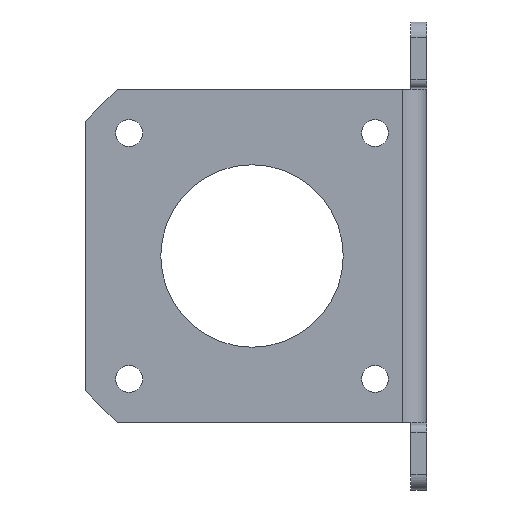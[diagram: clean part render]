
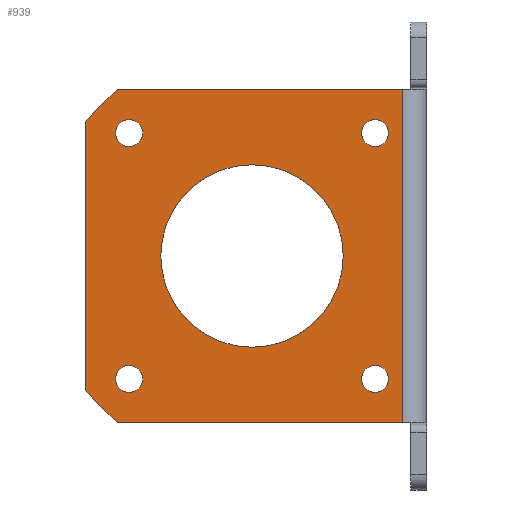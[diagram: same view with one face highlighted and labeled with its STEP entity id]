
A CAD part, left-side view. The second image highlights one B-rep face of the part: STEP entity #939.
In plain terms, the highlighted planar face has unit normal (-1, 0, 0).
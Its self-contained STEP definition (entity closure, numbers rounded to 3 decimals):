
#1 = CARTESIAN_POINT ( 'NONE',  ( 0., 22., 0. ) ) ;
#3 = EDGE_LOOP ( 'NONE', ( #266, #497 ) ) ;
#6 = EDGE_CURVE ( 'NONE', #676, #220, #1079, .T. ) ;
#17 = ORIENTED_EDGE ( 'NONE', *, *, #1352, .T. ) ;
#36 = FACE_BOUND ( 'NONE', #1347, .T. ) ;
#44 = DIRECTION ( 'NONE',  ( 1., 0., 0. ) ) ;
#49 = ORIENTED_EDGE ( 'NONE', *, *, #1046, .T. ) ;
#72 = CIRCLE ( 'NONE', #303, 1.7 ) ;
#74 = DIRECTION ( 'NONE',  ( 0., 0., -1. ) ) ;
#82 = LINE ( 'NONE', #1043, #1337 ) ;
#90 = DIRECTION ( 'NONE',  ( 0., 0., -1. ) ) ;
#115 = ORIENTED_EDGE ( 'NONE', *, *, #1248, .T. ) ;
#143 = EDGE_CURVE ( 'NONE', #1520, #1555, #156, .T. ) ;
#146 = VECTOR ( 'NONE', #508, 1000. ) ;
#147 = DIRECTION ( 'NONE',  ( 0., 0., -1. ) ) ;
#156 = CIRCLE ( 'NONE', #994, 1.7 ) ;
#176 = VERTEX_POINT ( 'NONE', #952 ) ;
#177 = DIRECTION ( 'NONE',  ( 0., 0., -1. ) ) ;
#220 = VERTEX_POINT ( 'NONE', #418 ) ;
#244 = CARTESIAN_POINT ( 'NONE',  ( 0., 3., 29.5 ) ) ;
#247 = VERTEX_POINT ( 'NONE', #1042 ) ;
#248 = CARTESIAN_POINT ( 'NONE',  ( 0., 22., -11.5 ) ) ;
#251 = AXIS2_PLACEMENT_3D ( 'NONE', #808, #322, #1294 ) ;
#259 = CIRCLE ( 'NONE', #657, 1.7 ) ;
#266 = ORIENTED_EDGE ( 'NONE', *, *, #1059, .T. ) ;
#269 = FACE_BOUND ( 'NONE', #361, .T. ) ;
#275 = CARTESIAN_POINT ( 'NONE',  ( 0., 39., -21. ) ) ;
#285 = EDGE_CURVE ( 'NONE', #1356, #422, #352, .T. ) ;
#286 = PLANE ( 'NONE',  #700 ) ;
#296 = CARTESIAN_POINT ( 'NONE',  ( 0., 37.5, 15.5 ) ) ;
#303 = AXIS2_PLACEMENT_3D ( 'NONE', #1421, #339, #816 ) ;
#307 = DIRECTION ( 'NONE',  ( 0., 0., -1. ) ) ;
#322 = DIRECTION ( 'NONE',  ( 1., 0., 0. ) ) ;
#329 = CARTESIAN_POINT ( 'NONE',  ( 0., 0., 21. ) ) ;
#339 = DIRECTION ( 'NONE',  ( 1., 0., 0. ) ) ;
#344 = CARTESIAN_POINT ( 'NONE',  ( 0., 6.5, -15.5 ) ) ;
#350 = ORIENTED_EDGE ( 'NONE', *, *, #285, .T. ) ;
#352 = CIRCLE ( 'NONE', #480, 1.7 ) ;
#361 = EDGE_LOOP ( 'NONE', ( #115, #350 ) ) ;
#364 = DIRECTION ( 'NONE',  ( 1., 0., 0. ) ) ;
#402 = EDGE_CURVE ( 'NONE', #247, #1415, #958, .T. ) ;
#405 = FACE_OUTER_BOUND ( 'NONE', #1222, .T. ) ;
#408 = CARTESIAN_POINT ( 'NONE',  ( 0., 3., 21. ) ) ;
#417 = ORIENTED_EDGE ( 'NONE', *, *, #1371, .T. ) ;
#418 = CARTESIAN_POINT ( 'NONE',  ( 0., 3., -21. ) ) ;
#422 = VERTEX_POINT ( 'NONE', #1317 ) ;
#427 = CARTESIAN_POINT ( 'NONE',  ( 0., 6.5, 13.8 ) ) ;
#434 = ORIENTED_EDGE ( 'NONE', *, *, #677, .T. ) ;
#440 = ORIENTED_EDGE ( 'NONE', *, *, #6, .F. ) ;
#449 = EDGE_CURVE ( 'NONE', #1395, #869, #1056, .T. ) ;
#450 = LINE ( 'NONE', #329, #832 ) ;
#480 = AXIS2_PLACEMENT_3D ( 'NONE', #542, #777, #307 ) ;
#497 = ORIENTED_EDGE ( 'NONE', *, *, #402, .T. ) ;
#508 = DIRECTION ( 'NONE',  ( 0., -0.707, -0.707 ) ) ;
#513 = VERTEX_POINT ( 'NONE', #248 ) ;
#539 = ORIENTED_EDGE ( 'NONE', *, *, #1290, .T. ) ;
#542 = CARTESIAN_POINT ( 'NONE',  ( 0., 37.5, -15.5 ) ) ;
#546 = VERTEX_POINT ( 'NONE', #1003 ) ;
#557 = CARTESIAN_POINT ( 'NONE',  ( 0., 37.5, -13.8 ) ) ;
#575 = CIRCLE ( 'NONE', #1471, 1.7 ) ;
#607 = VERTEX_POINT ( 'NONE', #1481 ) ;
#657 = AXIS2_PLACEMENT_3D ( 'NONE', #296, #774, #177 ) ;
#676 = VERTEX_POINT ( 'NONE', #408 ) ;
#677 = EDGE_CURVE ( 'NONE', #607, #1389, #259, .T. ) ;
#700 = AXIS2_PLACEMENT_3D ( 'NONE', #763, #1249, #1013 ) ;
#709 = DIRECTION ( 'NONE',  ( 0., 0., -1. ) ) ;
#743 = DIRECTION ( 'NONE',  ( 0., 0., -1. ) ) ;
#763 = CARTESIAN_POINT ( 'NONE',  ( 0., 0., 29.5 ) ) ;
#770 = CARTESIAN_POINT ( 'NONE',  ( 0., 37.5, -15.5 ) ) ;
#774 = DIRECTION ( 'NONE',  ( 1., 0., 0. ) ) ;
#777 = DIRECTION ( 'NONE',  ( 1., 0., 0. ) ) ;
#785 = VECTOR ( 'NONE', #709, 1000. ) ;
#789 = DIRECTION ( 'NONE',  ( 0., 1., 0. ) ) ;
#790 = ORIENTED_EDGE ( 'NONE', *, *, #143, .T. ) ;
#806 = CARTESIAN_POINT ( 'NONE',  ( 0., 6.5, -13.8 ) ) ;
#808 = CARTESIAN_POINT ( 'NONE',  ( 0., 22., 0. ) ) ;
#817 = EDGE_CURVE ( 'NONE', #513, #1030, #1562, .T. ) ;
#816 = DIRECTION ( 'NONE',  ( 0., 0., -1. ) ) ;
#820 = CARTESIAN_POINT ( 'NONE',  ( 0., 6.5, -17.2 ) ) ;
#824 = DIRECTION ( 'NONE',  ( 0., 0., -1. ) ) ;
#832 = VECTOR ( 'NONE', #789, 1000. ) ;
#833 = EDGE_LOOP ( 'NONE', ( #1065, #1267 ) ) ;
#857 = ORIENTED_EDGE ( 'NONE', *, *, #449, .T. ) ;
#868 = FACE_BOUND ( 'NONE', #833, .T. ) ;
#869 = VERTEX_POINT ( 'NONE', #1021 ) ;
#870 = AXIS2_PLACEMENT_3D ( 'NONE', #1, #1456, #743 ) ;
#880 = VECTOR ( 'NONE', #912, 1000. ) ;
#882 = CIRCLE ( 'NONE', #1035, 1.7 ) ;
#883 = DIRECTION ( 'NONE',  ( 0., 0., -1. ) ) ;
#884 = VECTOR ( 'NONE', #1553, 1000. ) ;
#912 = DIRECTION ( 'NONE',  ( 0., -1., 0. ) ) ;
#938 = ORIENTED_EDGE ( 'NONE', *, *, #1040, .T. ) ;
#939 = ADVANCED_FACE ( 'NONE', ( #868, #1354, #1492, #269, #36, #405 ), #286, .F. ) ;
#952 = CARTESIAN_POINT ( 'NONE',  ( 0., 39., -21. ) ) ;
#955 = CIRCLE ( 'NONE', #251, 11.5 ) ;
#958 = CIRCLE ( 'NONE', #1336, 1.7 ) ;
#994 = AXIS2_PLACEMENT_3D ( 'NONE', #344, #1428, #824 ) ;
#1003 = CARTESIAN_POINT ( 'NONE',  ( 0., 43., -17. ) ) ;
#1005 = CARTESIAN_POINT ( 'NONE',  ( 0., 37.5, 15.5 ) ) ;
#1013 = DIRECTION ( 'NONE',  ( 0., 0., -1. ) ) ;
#1021 = CARTESIAN_POINT ( 'NONE',  ( 0., 43., 17. ) ) ;
#1030 = VERTEX_POINT ( 'NONE', #1302 ) ;
#1035 = AXIS2_PLACEMENT_3D ( 'NONE', #1178, #1401, #90 ) ;
#1040 = EDGE_CURVE ( 'NONE', #676, #1395, #450, .T. ) ;
#1042 = CARTESIAN_POINT ( 'NONE',  ( 0., 6.5, 17.2 ) ) ;
#1043 = CARTESIAN_POINT ( 'NONE',  ( 0., 43., 29.5 ) ) ;
#1046 = EDGE_CURVE ( 'NONE', #1555, #1520, #882, .T. ) ;
#1051 = CARTESIAN_POINT ( 'NONE',  ( 0., 0., -21. ) ) ;
#1056 = LINE ( 'NONE', #1066, #884 ) ;
#1059 = EDGE_CURVE ( 'NONE', #1415, #247, #72, .T. ) ;
#1065 = ORIENTED_EDGE ( 'NONE', *, *, #817, .T. ) ;
#1066 = CARTESIAN_POINT ( 'NONE',  ( 0., 43., 17. ) ) ;
#1074 = EDGE_LOOP ( 'NONE', ( #49, #790 ) ) ;
#1079 = LINE ( 'NONE', #244, #785 ) ;
#1108 = LINE ( 'NONE', #275, #146 ) ;
#1178 = CARTESIAN_POINT ( 'NONE',  ( 0., 6.5, -15.5 ) ) ;
#1210 = EDGE_CURVE ( 'NONE', #1389, #607, #575, .T. ) ;
#1222 = EDGE_LOOP ( 'NONE', ( #938, #857, #17, #539, #417, #440 ) ) ;
#1232 = DIRECTION ( 'NONE',  ( 1., 0., 0. ) ) ;
#1248 = EDGE_CURVE ( 'NONE', #422, #1356, #1570, .T. ) ;
#1249 = DIRECTION ( 'NONE',  ( 1., 0., 0. ) ) ;
#1267 = ORIENTED_EDGE ( 'NONE', *, *, #1425, .T. ) ;
#1275 = ORIENTED_EDGE ( 'NONE', *, *, #1210, .T. ) ;
#1278 = LINE ( 'NONE', #1051, #880 ) ;
#1290 = EDGE_CURVE ( 'NONE', #546, #176, #1108, .T. ) ;
#1294 = DIRECTION ( 'NONE',  ( 0., 0., -1. ) ) ;
#1302 = CARTESIAN_POINT ( 'NONE',  ( 0., 22., 11.5 ) ) ;
#1306 = DIRECTION ( 'NONE',  ( 0., 0., -1. ) ) ;
#1317 = CARTESIAN_POINT ( 'NONE',  ( 0., 37.5, -17.2 ) ) ;
#1336 = AXIS2_PLACEMENT_3D ( 'NONE', #1437, #364, #1306 ) ;
#1337 = VECTOR ( 'NONE', #74, 1000. ) ;
#1347 = EDGE_LOOP ( 'NONE', ( #434, #1275 ) ) ;
#1352 = EDGE_CURVE ( 'NONE', #869, #546, #82, .T. ) ;
#1354 = FACE_BOUND ( 'NONE', #3, .T. ) ;
#1356 = VERTEX_POINT ( 'NONE', #557 ) ;
#1371 = EDGE_CURVE ( 'NONE', #176, #220, #1278, .T. ) ;
#1389 = VERTEX_POINT ( 'NONE', #1539 ) ;
#1395 = VERTEX_POINT ( 'NONE', #1532 ) ;
#1401 = DIRECTION ( 'NONE',  ( 1., 0., 0. ) ) ;
#1411 = AXIS2_PLACEMENT_3D ( 'NONE', #770, #44, #147 ) ;
#1415 = VERTEX_POINT ( 'NONE', #427 ) ;
#1421 = CARTESIAN_POINT ( 'NONE',  ( 0., 6.5, 15.5 ) ) ;
#1425 = EDGE_CURVE ( 'NONE', #1030, #513, #955, .T. ) ;
#1428 = DIRECTION ( 'NONE',  ( 1., 0., 0. ) ) ;
#1437 = CARTESIAN_POINT ( 'NONE',  ( 0., 6.5, 15.5 ) ) ;
#1456 = DIRECTION ( 'NONE',  ( 1., 0., 0. ) ) ;
#1471 = AXIS2_PLACEMENT_3D ( 'NONE', #1005, #1232, #883 ) ;
#1481 = CARTESIAN_POINT ( 'NONE',  ( 0., 37.5, 13.8 ) ) ;
#1492 = FACE_BOUND ( 'NONE', #1074, .T. ) ;
#1520 = VERTEX_POINT ( 'NONE', #806 ) ;
#1532 = CARTESIAN_POINT ( 'NONE',  ( 0., 39., 21. ) ) ;
#1539 = CARTESIAN_POINT ( 'NONE',  ( 0., 37.5, 17.2 ) ) ;
#1553 = DIRECTION ( 'NONE',  ( 0., 0.707, -0.707 ) ) ;
#1555 = VERTEX_POINT ( 'NONE', #820 ) ;
#1562 = CIRCLE ( 'NONE', #870, 11.5 ) ;
#1570 = CIRCLE ( 'NONE', #1411, 1.7 ) ;
